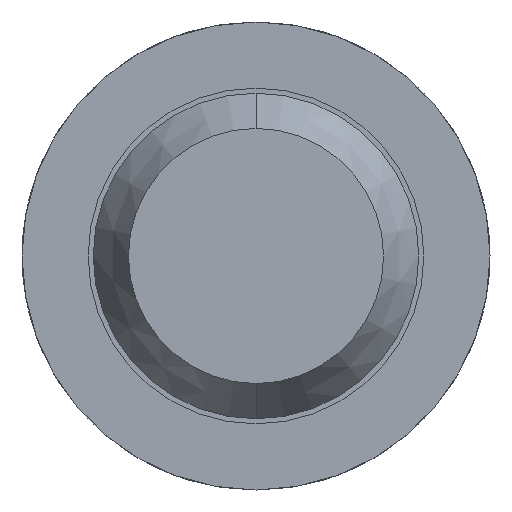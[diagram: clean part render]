
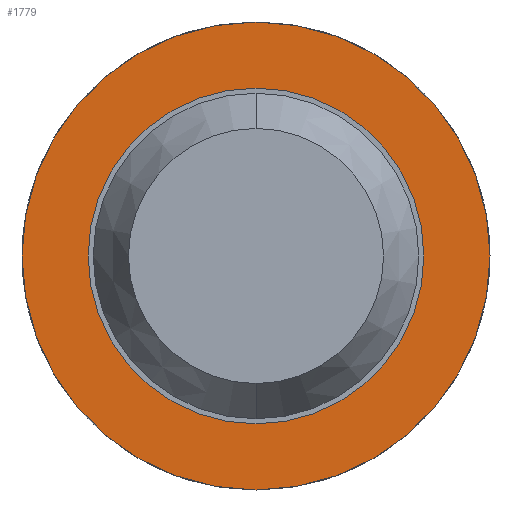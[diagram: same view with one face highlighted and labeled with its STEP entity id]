
A CAD part, front view. The second image highlights one B-rep face of the part: STEP entity #1779.
In plain terms, the highlighted planar face has unit normal (0, -1, 0).
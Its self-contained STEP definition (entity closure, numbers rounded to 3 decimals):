
#72 = DIRECTION ( 'NONE',  ( 0., 1., 0. ) ) ;
#296 = CIRCLE ( 'NONE', #686, 0.825 ) ;
#487 = DIRECTION ( 'NONE',  ( 0., 1., 0. ) ) ;
#513 = DIRECTION ( 'NONE',  ( 0., 1., 0. ) ) ;
#638 = ORIENTED_EDGE ( 'NONE', *, *, #2680, .F. ) ;
#681 = CIRCLE ( 'NONE', #1403, 1.15 ) ;
#686 = AXIS2_PLACEMENT_3D ( 'NONE', #1896, #72, #2222 ) ;
#827 = EDGE_LOOP ( 'NONE', ( #1127, #638 ) ) ;
#1085 = CARTESIAN_POINT ( 'NONE',  ( 0., -1.7, -0.825 ) ) ;
#1127 = ORIENTED_EDGE ( 'NONE', *, *, #3072, .F. ) ;
#1170 = DIRECTION ( 'NONE',  ( 0., 0., 1. ) ) ;
#1188 = FACE_OUTER_BOUND ( 'NONE', #827, .T. ) ;
#1313 = EDGE_CURVE ( 'Defeature ausgef�hrt1_7+Defeature ausgef�hrt1_6+Defeature ausgef�hrt1_6+Defeature ausgef�hrt1_6', #2629, #1558, #2996, .T. ) ;
#1403 = AXIS2_PLACEMENT_3D ( 'NONE', #3343, #3048, #1777 ) ;
#1418 = EDGE_CURVE ( 'Defeature ausgef�hrt1_7+Defeature ausgef�hrt1_6+Defeature ausgef�hrt1_6+Defeature ausgef�hrt1_6', #1558, #2629, #296, .T. ) ;
#1448 = DIRECTION ( 'NONE',  ( 0., 0., 1. ) ) ;
#1519 = CIRCLE ( 'NONE', #2756, 1.15 ) ;
#1557 = VERTEX_POINT ( 'NONE', #2699 ) ;
#1558 = VERTEX_POINT ( 'NONE', #2292 ) ;
#1777 = DIRECTION ( 'NONE',  ( 0., 0., 1. ) ) ;
#1779 = ADVANCED_FACE ( 'Defeature ausgef�hrt1_7', ( #1188, #2608 ), #1850, .F. ) ;
#1850 = PLANE ( 'NONE',  #3601 ) ;
#1896 = CARTESIAN_POINT ( 'NONE',  ( 0., -1.7, 0. ) ) ;
#1904 = DIRECTION ( 'NONE',  ( 0., 1., 0. ) ) ;
#1952 = CARTESIAN_POINT ( 'NONE',  ( 0., -1.7, -1.15 ) ) ;
#2189 = DIRECTION ( 'NONE',  ( 0., 0., 1. ) ) ;
#2214 = AXIS2_PLACEMENT_3D ( 'NONE', #3087, #487, #1170 ) ;
#2222 = DIRECTION ( 'NONE',  ( 0., 0., 1. ) ) ;
#2286 = ORIENTED_EDGE ( 'NONE', *, *, #1418, .T. ) ;
#2292 = CARTESIAN_POINT ( 'NONE',  ( 0., -1.7, 0.825 ) ) ;
#2425 = CARTESIAN_POINT ( 'NONE',  ( 0., -1.7, 0. ) ) ;
#2492 = CARTESIAN_POINT ( 'NONE',  ( 0.825, -1.7, 0. ) ) ;
#2608 = FACE_BOUND ( 'NONE', #3820, .T. ) ;
#2625 = ORIENTED_EDGE ( 'NONE', *, *, #1313, .T. ) ;
#2629 = VERTEX_POINT ( 'NONE', #1085 ) ;
#2680 = EDGE_CURVE ( 'Defeature ausgef�hrt1_0+Defeature ausgef�hrt1_7+Defeature ausgef�hrt1_7+Defeature ausgef�hrt1_7', #3498, #1557, #1519, .T. ) ;
#2699 = CARTESIAN_POINT ( 'NONE',  ( 0., -1.7, 1.15 ) ) ;
#2756 = AXIS2_PLACEMENT_3D ( 'NONE', #2425, #513, #1448 ) ;
#2996 = CIRCLE ( 'NONE', #2214, 0.825 ) ;
#3048 = DIRECTION ( 'NONE',  ( 0., 1., 0. ) ) ;
#3072 = EDGE_CURVE ( 'Defeature ausgef�hrt1_0+Defeature ausgef�hrt1_7+Defeature ausgef�hrt1_7+Defeature ausgef�hrt1_7', #1557, #3498, #681, .T. ) ;
#3087 = CARTESIAN_POINT ( 'NONE',  ( 0., -1.7, 0. ) ) ;
#3343 = CARTESIAN_POINT ( 'NONE',  ( 0., -1.7, 0. ) ) ;
#3498 = VERTEX_POINT ( 'NONE', #1952 ) ;
#3601 = AXIS2_PLACEMENT_3D ( 'NONE', #2492, #1904, #2189 ) ;
#3820 = EDGE_LOOP ( 'NONE', ( #2286, #2625 ) ) ;
